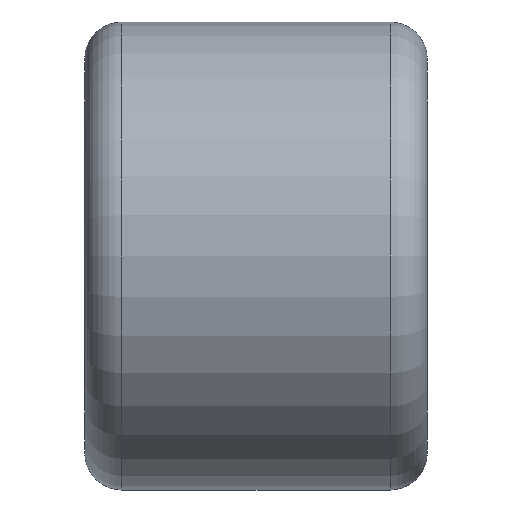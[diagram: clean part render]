
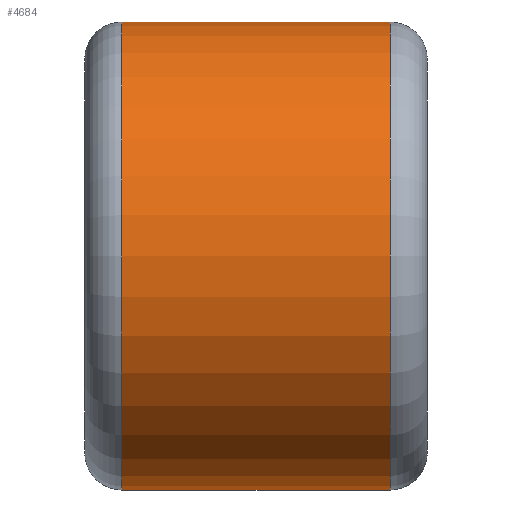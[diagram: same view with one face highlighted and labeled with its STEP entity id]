
A CAD part, front view. The second image highlights one B-rep face of the part: STEP entity #4684.
In plain terms, the highlighted cylindrical face has radius 41 mm (diameter 82 mm), a partial arc.
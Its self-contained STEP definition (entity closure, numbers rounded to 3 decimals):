
#24 = VERTEX_POINT ( 'NONE', #1684 ) ;
#139 = EDGE_CURVE ( 'NONE', #24, #1668, #2848, .T. ) ;
#175 = EDGE_CURVE ( 'NONE', #2709, #24, #2376, .T. ) ;
#468 = ORIENTED_EDGE ( 'NONE', *, *, #175, .T. ) ;
#593 = FACE_OUTER_BOUND ( 'NONE', #3875, .T. ) ;
#648 = CARTESIAN_POINT ( 'NONE',  ( -57.637, 0., 332.987 ) ) ;
#705 = CARTESIAN_POINT ( 'NONE',  ( -23.5, 0., 291.987 ) ) ;
#908 = CARTESIAN_POINT ( 'NONE',  ( -57.637, 0., 250.987 ) ) ;
#963 = CYLINDRICAL_SURFACE ( 'NONE', #3822, 41. ) ;
#1367 = DIRECTION ( 'NONE',  ( -1., 0., 0. ) ) ;
#1603 = DIRECTION ( 'NONE',  ( -1., 0., 0. ) ) ;
#1668 = VERTEX_POINT ( 'NONE', #3715 ) ;
#1684 = CARTESIAN_POINT ( 'NONE',  ( 23.5, 0., 332.987 ) ) ;
#1754 = CARTESIAN_POINT ( 'NONE',  ( 23.5, 0., 291.987 ) ) ;
#1843 = CARTESIAN_POINT ( 'NONE',  ( -23.5, 0., 250.987 ) ) ;
#2025 = DIRECTION ( 'NONE',  ( -1., 0., 0. ) ) ;
#2169 = CARTESIAN_POINT ( 'NONE',  ( 23.5, 0., 250.987 ) ) ;
#2286 = EDGE_CURVE ( 'NONE', #2709, #4095, #4577, .T. ) ;
#2345 = ORIENTED_EDGE ( 'NONE', *, *, #2409, .T. ) ;
#2376 = CIRCLE ( 'NONE', #2987, 41. ) ;
#2402 = DIRECTION ( 'NONE',  ( 0., 0., 1. ) ) ;
#2409 = EDGE_CURVE ( 'NONE', #1668, #4095, #3964, .T. ) ;
#2709 = VERTEX_POINT ( 'NONE', #2169 ) ;
#2848 = LINE ( 'NONE', #648, #3132 ) ;
#2987 = AXIS2_PLACEMENT_3D ( 'NONE', #1754, #3708, #4060 ) ;
#3113 = CARTESIAN_POINT ( 'NONE',  ( -57.637, 0., 291.987 ) ) ;
#3132 = VECTOR ( 'NONE', #1367, 1000. ) ;
#3134 = ORIENTED_EDGE ( 'NONE', *, *, #139, .T. ) ;
#3197 = DIRECTION ( 'NONE',  ( 1., 0., 0. ) ) ;
#3220 = DIRECTION ( 'NONE',  ( 0., 0., -1. ) ) ;
#3708 = DIRECTION ( 'NONE',  ( -1., 0., 0. ) ) ;
#3715 = CARTESIAN_POINT ( 'NONE',  ( -23.5, 0., 332.987 ) ) ;
#3760 = ORIENTED_EDGE ( 'NONE', *, *, #2286, .F. ) ;
#3822 = AXIS2_PLACEMENT_3D ( 'NONE', #3113, #2025, #2402 ) ;
#3875 = EDGE_LOOP ( 'NONE', ( #3760, #468, #3134, #2345 ) ) ;
#3964 = CIRCLE ( 'NONE', #4194, 41. ) ;
#4060 = DIRECTION ( 'NONE',  ( 0., 0., 1. ) ) ;
#4095 = VERTEX_POINT ( 'NONE', #1843 ) ;
#4194 = AXIS2_PLACEMENT_3D ( 'NONE', #705, #3197, #3220 ) ;
#4236 = VECTOR ( 'NONE', #1603, 1000. ) ;
#4577 = LINE ( 'NONE', #908, #4236 ) ;
#4684 = ADVANCED_FACE ( 'NONE', ( #593 ), #963, .T. ) ;
